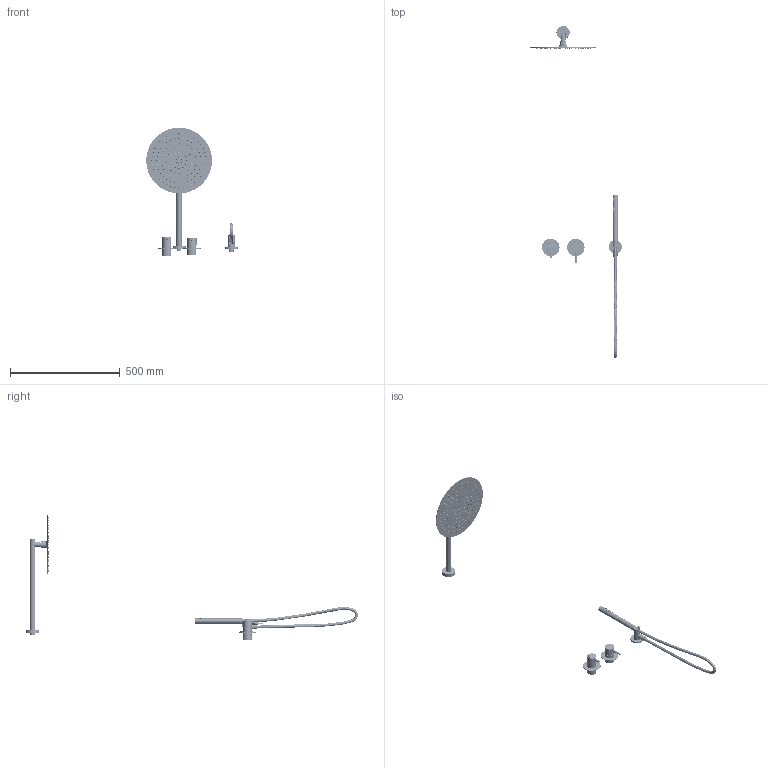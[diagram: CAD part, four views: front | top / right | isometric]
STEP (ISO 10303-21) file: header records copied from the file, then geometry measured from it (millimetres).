
FILE_DESCRIPTION (( 'STEP AP203' ), '1' );
FILE_NAME ('39D312962.STEP', '2025-11-24T11:56:49', ( '' ), ( '' ), 'SwSTEP 2.0', 'SolidWorks 2021', '' );
FILE_SCHEMA (( 'CONFIG_CONTROL_DESIGN' ));
Products named in the file (1): 39D312962
Bounding box: 417.8 x 1513.4 x 586.52 mm (x, y, z)
Surface area: 672061 mm2 (no closed solid volume)
Topology: 0 solids, 22 shells, 4914 faces, 12297 edges, 8108 vertices
Faces by surface type: bspline 1634, cylinder 1428, plane 925, cone 840, torus 58, sphere 29
Entity records: 204235 total; most frequent: CARTESIAN_POINT 89570, ORIENTED_EDGE 24542, DIRECTION 23799, EDGE_CURVE 12273, AXIS2_PLACEMENT_3D 10419, VERTEX_POINT 8108, CIRCLE 7138, EDGE_LOOP 6181
